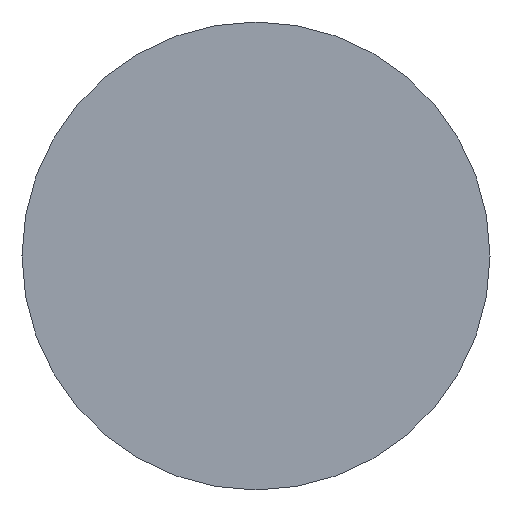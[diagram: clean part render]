
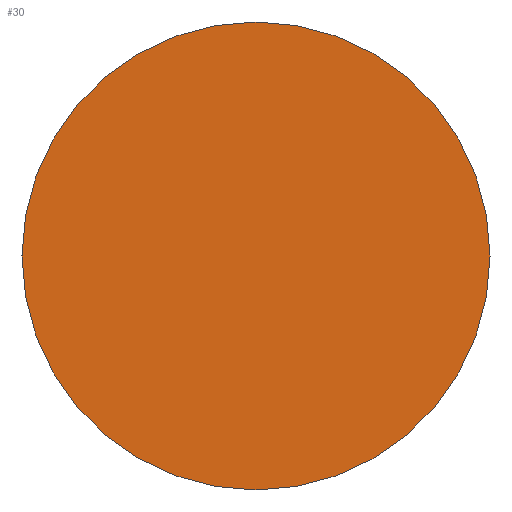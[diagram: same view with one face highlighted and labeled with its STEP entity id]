
A CAD part, front view. The second image highlights one B-rep face of the part: STEP entity #30.
In plain terms, the highlighted planar face has unit normal (0, -1, 0).
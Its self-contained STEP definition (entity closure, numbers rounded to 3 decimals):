
#11 = CARTESIAN_POINT ( 'NONE',  ( 0., -15., 10. ) ) ;
#19 = CARTESIAN_POINT ( 'NONE',  ( -11., -15., -11. ) ) ;
#25 = EDGE_LOOP ( 'NONE', ( #321, #168 ) ) ;
#30 = ADVANCED_FACE ( 'NONE', ( #158 ), #165, .F. ) ;
#47 = AXIS2_PLACEMENT_3D ( 'NONE', #56, #205, #313 ) ;
#56 = CARTESIAN_POINT ( 'NONE',  ( 0., -15., 0. ) ) ;
#77 = CARTESIAN_POINT ( 'NONE',  ( 0., -15., -10. ) ) ;
#104 = AXIS2_PLACEMENT_3D ( 'NONE', #286, #154, #128 ) ;
#128 = DIRECTION ( 'NONE',  ( 0., 0., -1. ) ) ;
#138 = EDGE_CURVE ( 'NONE', #196, #289, #191, .T. ) ;
#154 = DIRECTION ( 'NONE',  ( 0., -1., 0. ) ) ;
#158 = FACE_OUTER_BOUND ( 'NONE', #25, .T. ) ;
#165 = PLANE ( 'NONE',  #318 ) ;
#168 = ORIENTED_EDGE ( 'NONE', *, *, #138, .T. ) ;
#190 = DIRECTION ( 'NONE',  ( 0., 0., -1. ) ) ;
#191 = CIRCLE ( 'NONE', #104, 10. ) ;
#196 = VERTEX_POINT ( 'NONE', #77 ) ;
#205 = DIRECTION ( 'NONE',  ( 0., -1., 0. ) ) ;
#247 = CIRCLE ( 'NONE', #47, 10. ) ;
#268 = DIRECTION ( 'NONE',  ( 0., 1., 0. ) ) ;
#286 = CARTESIAN_POINT ( 'NONE',  ( 0., -15., 0. ) ) ;
#289 = VERTEX_POINT ( 'NONE', #11 ) ;
#302 = EDGE_CURVE ( 'NONE', #289, #196, #247, .T. ) ;
#313 = DIRECTION ( 'NONE',  ( 0., 0., -1. ) ) ;
#318 = AXIS2_PLACEMENT_3D ( 'NONE', #19, #268, #190 ) ;
#321 = ORIENTED_EDGE ( 'NONE', *, *, #302, .T. ) ;
